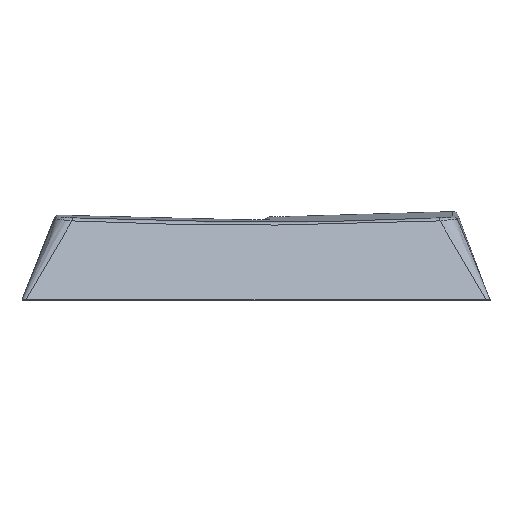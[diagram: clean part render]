
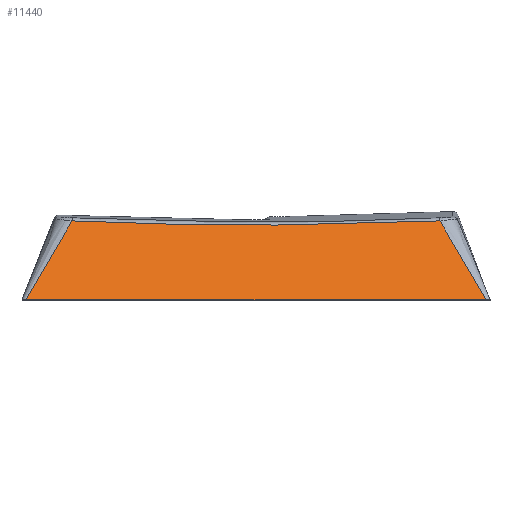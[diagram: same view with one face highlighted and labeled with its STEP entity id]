
A CAD part, top view. The second image highlights one B-rep face of the part: STEP entity #11440.
In plain terms, the highlighted planar face has unit normal (0, 0.454, 0.891).
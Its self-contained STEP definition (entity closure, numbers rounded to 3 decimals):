
#949 = EDGE_CURVE ( 'NONE', #6517, #5150, #6803, .T. ) ;
#1423 = CARTESIAN_POINT ( 'NONE',  ( -20.598, 0., 18.575 ) ) ;
#1708 = CARTESIAN_POINT ( 'NONE',  ( 20.956, 7.514, 14.747 ) ) ;
#2366 = CARTESIAN_POINT ( 'NONE',  ( 20.598, 0., 18.575 ) ) ;
#3544 = CARTESIAN_POINT ( 'NONE',  ( 16.473, 7.061, 14.977 ) ) ;
#3960 = ORIENTED_EDGE ( 'NONE', *, *, #4814, .T. ) ;
#4293 = EDGE_CURVE ( 'NONE', #5150, #8405, #9605, .T. ) ;
#4419 = EDGE_CURVE ( 'NONE', #6878, #6517, #19053, .T. ) ;
#4814 = EDGE_CURVE ( 'NONE', #8405, #6878, #13405, .T. ) ;
#5150 = VERTEX_POINT ( 'NONE', #16632 ) ;
#5560 = CARTESIAN_POINT ( 'NONE',  ( -16.473, 7.061, 14.977 ) ) ;
#6305 = CARTESIAN_POINT ( 'NONE',  ( -19.145, 2.481, 17.311 ) ) ;
#6517 = VERTEX_POINT ( 'NONE', #2366 ) ;
#6803 = B_SPLINE_CURVE_WITH_KNOTS ( 'NONE', 3,
 ( #14417, #11381, #8274, #11099 ),
 .UNSPECIFIED., .F., .F.,
 ( 4, 4 ),
 ( 0., 0.962 ),
 .UNSPECIFIED. ) ;
#6878 = VERTEX_POINT ( 'NONE', #1423 ) ;
#7249 = ORIENTED_EDGE ( 'NONE', *, *, #4293, .T. ) ;
#7632 = DIRECTION ( 'NONE',  ( 0., 0.891, -0.454 ) ) ;
#8274 = CARTESIAN_POINT ( 'NONE',  ( 17.77, 4.835, 16.111 ) ) ;
#8405 = VERTEX_POINT ( 'NONE', #5560 ) ;
#8499 = ORIENTED_EDGE ( 'NONE', *, *, #4419, .T. ) ;
#8509 = DIRECTION ( 'NONE',  ( 1., 0., 0. ) ) ;
#9231 = CARTESIAN_POINT ( 'NONE',  ( -16.473, 7.061, 14.977 ) ) ;
#9605 = B_SPLINE_CURVE_WITH_KNOTS ( 'NONE', 3,
 ( #3544, #12435, #12809, #12529 ),
 .UNSPECIFIED., .F., .F.,
 ( 4, 4 ),
 ( 0., 0.033 ),
 .UNSPECIFIED. ) ;
#10000 = EDGE_LOOP ( 'NONE', ( #17455, #7249, #3960, #8499 ) ) ;
#10563 = DIRECTION ( 'NONE',  ( 0., -0.454, -0.891 ) ) ;
#11099 = CARTESIAN_POINT ( 'NONE',  ( 16.473, 7.061, 14.977 ) ) ;
#11381 = CARTESIAN_POINT ( 'NONE',  ( 19.145, 2.481, 17.311 ) ) ;
#11440 = ADVANCED_FACE ( 'NONE', ( #13309 ), #19261, .F. ) ;
#12435 = CARTESIAN_POINT ( 'NONE',  ( 5.498, 6.562, 15.232 ) ) ;
#12529 = CARTESIAN_POINT ( 'NONE',  ( -16.473, 7.061, 14.977 ) ) ;
#12809 = CARTESIAN_POINT ( 'NONE',  ( -5.498, 6.562, 15.232 ) ) ;
#13309 = FACE_OUTER_BOUND ( 'NONE', #10000, .T. ) ;
#13405 = B_SPLINE_CURVE_WITH_KNOTS ( 'NONE', 3,
 ( #9231, #15103, #6305, #14025 ),
 .UNSPECIFIED., .F., .F.,
 ( 4, 4 ),
 ( 0.038, 1. ),
 .UNSPECIFIED. ) ;
#13445 = AXIS2_PLACEMENT_3D ( 'NONE', #1708, #10563, #7632 ) ;
#14025 = CARTESIAN_POINT ( 'NONE',  ( -20.598, 0., 18.575 ) ) ;
#14417 = CARTESIAN_POINT ( 'NONE',  ( 20.598, 0., 18.575 ) ) ;
#15103 = CARTESIAN_POINT ( 'NONE',  ( -17.77, 4.835, 16.111 ) ) ;
#16632 = CARTESIAN_POINT ( 'NONE',  ( 16.473, 7.061, 14.977 ) ) ;
#16722 = VECTOR ( 'NONE', #8509, 1000. ) ;
#17455 = ORIENTED_EDGE ( 'NONE', *, *, #949, .T. ) ;
#17675 = CARTESIAN_POINT ( 'NONE',  ( -20.956, 0., 18.575 ) ) ;
#19053 = LINE ( 'NONE', #17675, #16722 ) ;
#19261 = PLANE ( 'NONE',  #13445 ) ;
